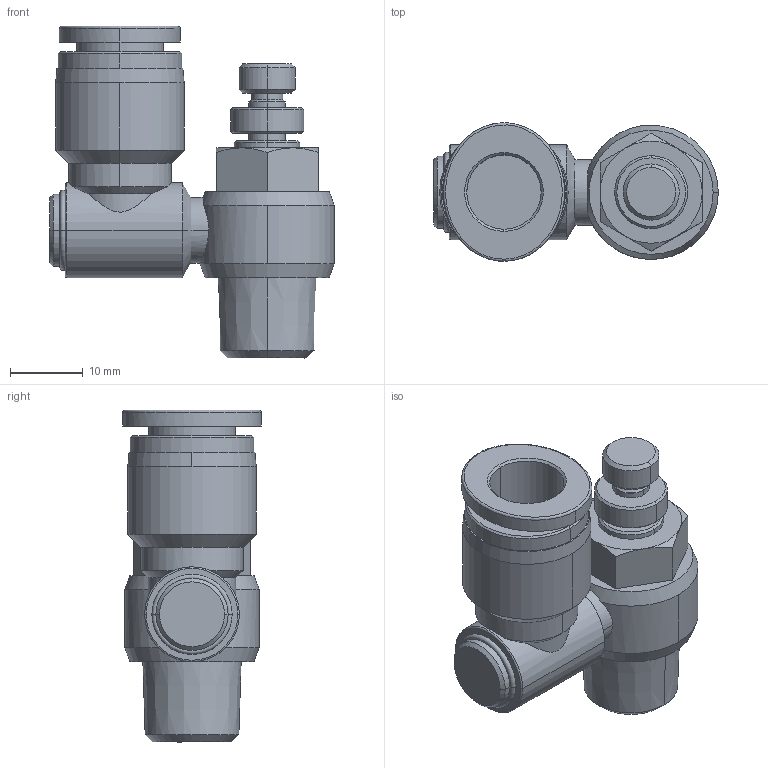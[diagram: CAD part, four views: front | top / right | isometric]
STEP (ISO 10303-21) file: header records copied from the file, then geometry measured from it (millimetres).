
FILE_DESCRIPTION((''),'2;1');
FILE_NAME('NSS 1002.stp','2017-07-22T11:44:35',(''),(''),'Mechanical Desktop 2009','Mechanical Desktop 2009',', , ');
FILE_SCHEMA(('CONFIG_CONTROL_DESIGN'));
Length unit declared in the file: millimetre
Products named in the file (2): NSS 1002; PART1
Assembly tree (1 placements, depth 2):
  NSS 1002
    PART1
Bounding box: 39 x 19 x 45.5 mm (x, y, z)
Volume: 11697.3 mm3; surface area: 5648.1 mm2
Topology: 1 solids, 1 shells, 115 faces, 250 edges, 152 vertices
Faces by surface type: cone 42, cylinder 38, plane 26, torus 6, bspline 3
Entity records: 3591 total; most frequent: CARTESIAN_POINT 932, DIRECTION 584, ORIENTED_EDGE 500, AXIS2_PLACEMENT_3D 250, EDGE_CURVE 250, VERTEX_POINT 152, CIRCLE 134, EDGE_LOOP 132
